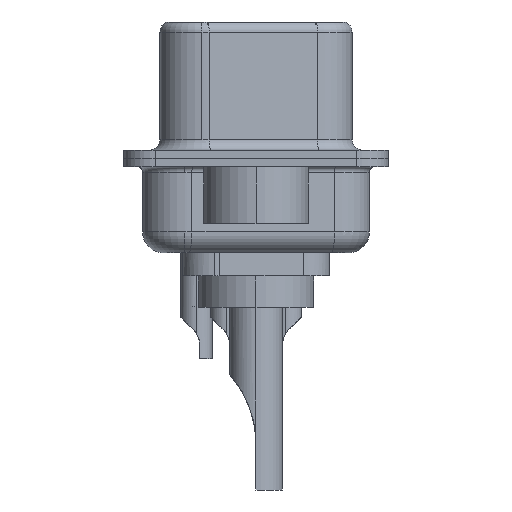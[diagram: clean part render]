
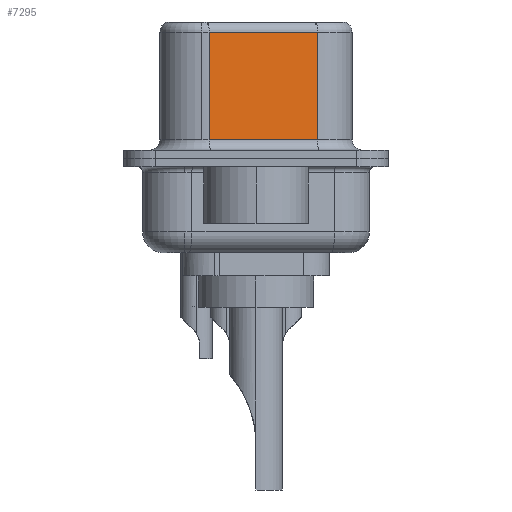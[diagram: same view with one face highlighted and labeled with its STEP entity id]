
A CAD part, left-side view. The second image highlights one B-rep face of the part: STEP entity #7295.
In plain terms, the highlighted planar face has unit normal (-0.985, -0.174, 0).
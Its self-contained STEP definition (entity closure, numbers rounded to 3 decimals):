
#1437 = CARTESIAN_POINT ( 'NONE',  ( 3.67, 2.233, 0.9 ) ) ;
#1536 = EDGE_CURVE ( 'NONE', #15084, #10720, #5970, .T. ) ;
#4080 = ORIENTED_EDGE ( 'NONE', *, *, #18883, .T. ) ;
#4297 = VECTOR ( 'NONE', #5548, 1000. ) ;
#4554 = VERTEX_POINT ( 'NONE', #1437 ) ;
#4942 = LINE ( 'NONE', #15466, #4297 ) ;
#5189 = DIRECTION ( 'NONE',  ( 0.985, 0.174, 0. ) ) ;
#5548 = DIRECTION ( 'NONE',  ( 0., 0., -1. ) ) ;
#5970 = LINE ( 'NONE', #11718, #21667 ) ;
#7295 = ADVANCED_FACE ( 'NONE', ( #20760 ), #18791, .F. ) ;
#7298 = DIRECTION ( 'NONE',  ( -0.174, 0.985, 0. ) ) ;
#7646 = EDGE_LOOP ( 'NONE', ( #23634, #11904, #24427, #4080 ) ) ;
#8456 = CARTESIAN_POINT ( 'NONE',  ( 4.58, -2.927, 0.9 ) ) ;
#10720 = VERTEX_POINT ( 'NONE', #11108 ) ;
#11108 = CARTESIAN_POINT ( 'NONE',  ( 3.67, 2.233, 6.02 ) ) ;
#11480 = CARTESIAN_POINT ( 'NONE',  ( 4.58, -2.927, 0.9 ) ) ;
#11718 = CARTESIAN_POINT ( 'NONE',  ( 4.58, -2.927, 6.02 ) ) ;
#11904 = ORIENTED_EDGE ( 'NONE', *, *, #1536, .T. ) ;
#11928 = EDGE_CURVE ( 'NONE', #15084, #15642, #24524, .T. ) ;
#11943 = VECTOR ( 'NONE', #22063, 1000. ) ;
#12964 = AXIS2_PLACEMENT_3D ( 'NONE', #19493, #5189, #7298 ) ;
#15084 = VERTEX_POINT ( 'NONE', #18717 ) ;
#15466 = CARTESIAN_POINT ( 'NONE',  ( 3.67, 2.233, 6.52 ) ) ;
#15642 = VERTEX_POINT ( 'NONE', #11480 ) ;
#15887 = LINE ( 'NONE', #8456, #11943 ) ;
#16663 = CARTESIAN_POINT ( 'NONE',  ( 4.58, -2.927, 6.52 ) ) ;
#18661 = DIRECTION ( 'NONE',  ( 0., 0., -1. ) ) ;
#18713 = VECTOR ( 'NONE', #18661, 1000. ) ;
#18717 = CARTESIAN_POINT ( 'NONE',  ( 4.58, -2.927, 6.02 ) ) ;
#18791 = PLANE ( 'NONE',  #12964 ) ;
#18883 = EDGE_CURVE ( 'NONE', #4554, #15642, #15887, .T. ) ;
#19493 = CARTESIAN_POINT ( 'NONE',  ( 4.58, -2.927, 6.52 ) ) ;
#20760 = FACE_OUTER_BOUND ( 'NONE', #7646, .T. ) ;
#20786 = EDGE_CURVE ( 'NONE', #10720, #4554, #4942, .T. ) ;
#21503 = DIRECTION ( 'NONE',  ( -0.174, 0.985, 0. ) ) ;
#21667 = VECTOR ( 'NONE', #21503, 1000. ) ;
#22063 = DIRECTION ( 'NONE',  ( 0.174, -0.985, 0. ) ) ;
#23634 = ORIENTED_EDGE ( 'NONE', *, *, #11928, .F. ) ;
#24427 = ORIENTED_EDGE ( 'NONE', *, *, #20786, .T. ) ;
#24524 = LINE ( 'NONE', #16663, #18713 ) ;
